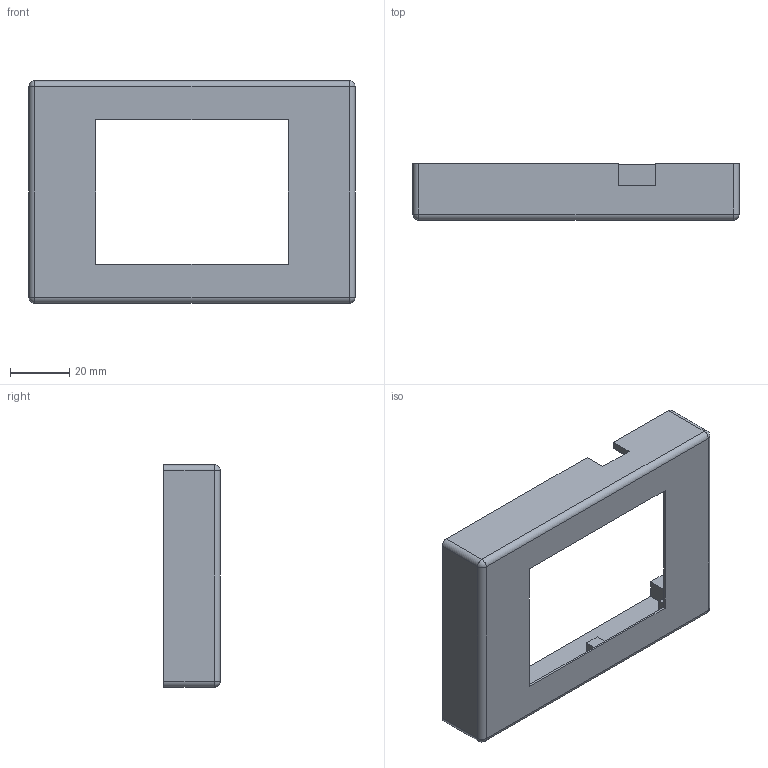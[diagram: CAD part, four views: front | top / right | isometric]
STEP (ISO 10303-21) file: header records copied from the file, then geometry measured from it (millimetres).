
FILE_DESCRIPTION(/* description */ (''),/* implementation_level */ '2;1');
FILE_NAME(/* name */ 'Body_v1.step',/* time_stamp */ '2021-08-22T11:50:52+02:00',/* author */ (''),/* organization */ (''),/* preprocessor_version */ 'ST-DEVELOPER v18.1',/* originating_system */ 'Autodesk Translation Framework v10.9.0.1377',/* authorisation */ '');
FILE_SCHEMA (('AUTOMOTIVE_DESIGN { 1 0 10303 214 3 1 1 }'));
Length unit declared in the file: millimetre
Products named in the file (1): FT817-Display
Bounding box: 110 x 19 x 75 mm (x, y, z)
Volume: 28599.8 mm3; surface area: 24189 mm2
Topology: 5 solids, 5 shells, 115 faces, 292 edges, 188 vertices
Faces by surface type: plane 83, cylinder 20, cone 8, sphere 4
Full cylindrical faces by diameter (mm): 2 x12
Entity records: 3415 total; most frequent: CARTESIAN_POINT 588, ORIENTED_EDGE 568, DIRECTION 556, EDGE_CURVE 284, LINE 244, VECTOR 244, VERTEX_POINT 188, AXIS2_PLACEMENT_3D 156
